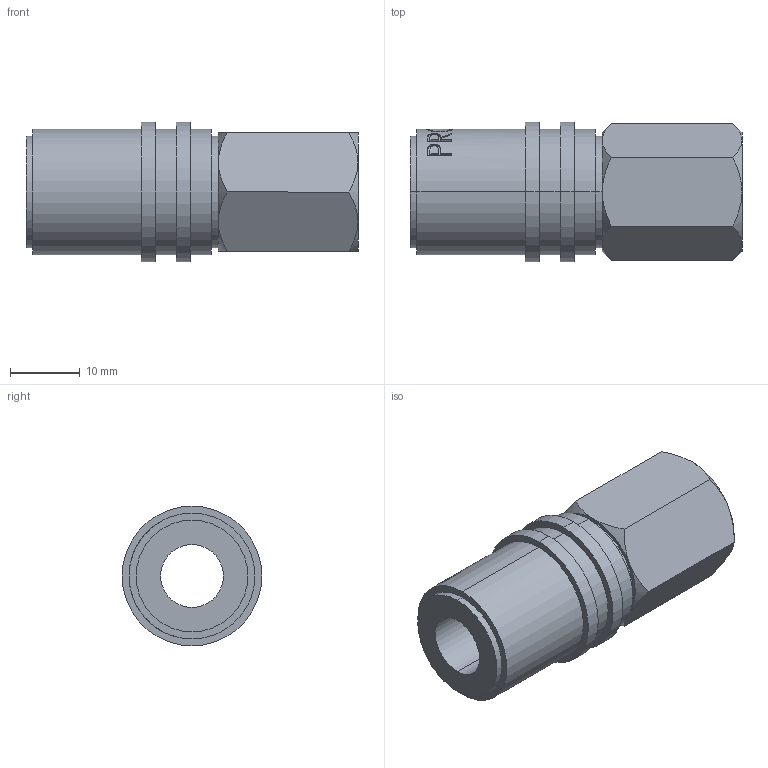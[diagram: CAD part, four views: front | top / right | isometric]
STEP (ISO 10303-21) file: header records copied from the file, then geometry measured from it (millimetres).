
FILE_DESCRIPTION (( 'STEP AP203' ), '1' );
FILE_NAME ('1f1a.STEP', '2022-07-27T16:03:24', ( '' ), ( '' ), 'SwSTEP 2.0', 'SolidWorks 2019', '' );
FILE_SCHEMA (( 'CONFIG_CONTROL_DESIGN' ));
Length unit declared in the file: millimetre
Products named in the file (1): 1f1a
Bounding box: 47.5 x 20 x 20 mm (x, y, z)
Volume: 8435.6 mm3; surface area: 4907 mm2
Topology: 1 solids, 1 shells, 133 faces, 326 edges, 212 vertices
Faces by surface type: plane 48, bspline 42, cylinder 27, cone 16
Entity records: 8831 total; most frequent: CARTESIAN_POINT 5964, ORIENTED_EDGE 652, DIRECTION 442, EDGE_CURVE 326, VERTEX_POINT 212, AXIS2_PLACEMENT_3D 184, B_SPLINE_CURVE_WITH_KNOTS 160, EDGE_LOOP 152
